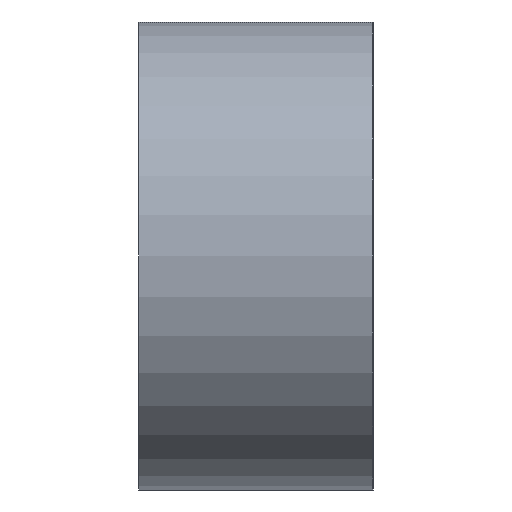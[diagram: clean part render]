
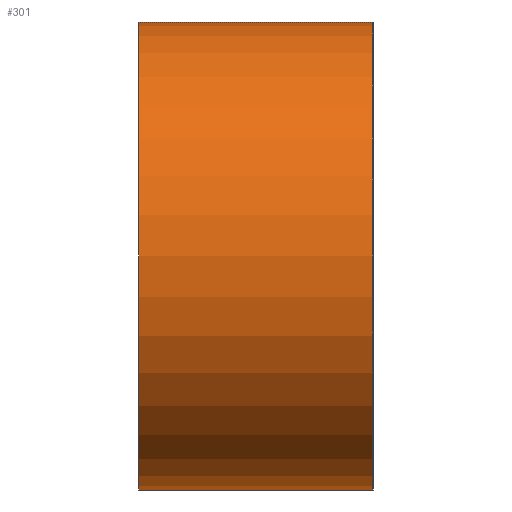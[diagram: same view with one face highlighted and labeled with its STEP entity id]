
A CAD part, left-side view. The second image highlights one B-rep face of the part: STEP entity #301.
In plain terms, the highlighted cylindrical face has radius 4 mm (diameter 8 mm), a partial arc.
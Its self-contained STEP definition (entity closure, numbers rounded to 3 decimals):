
#8 = ORIENTED_EDGE ( 'NONE', *, *, #367, .T. ) ;
#10 = DIRECTION ( 'NONE',  ( 0., 1., 0. ) ) ;
#19 = VERTEX_POINT ( 'NONE', #414 ) ;
#44 = LINE ( 'NONE', #198, #359 ) ;
#48 = CARTESIAN_POINT ( 'NONE',  ( -16., 4., 0. ) ) ;
#57 = CIRCLE ( 'NONE', #402, 4. ) ;
#69 = CARTESIAN_POINT ( 'NONE',  ( -16., 0., -4. ) ) ;
#104 = DIRECTION ( 'NONE',  ( 0., 0., 1. ) ) ;
#113 = DIRECTION ( 'NONE',  ( 0., -1., 0. ) ) ;
#128 = AXIS2_PLACEMENT_3D ( 'NONE', #48, #146, #386 ) ;
#146 = DIRECTION ( 'NONE',  ( 0., -1., 0. ) ) ;
#193 = VECTOR ( 'NONE', #572, 1000. ) ;
#197 = DIRECTION ( 'NONE',  ( 0., 1., 0. ) ) ;
#198 = CARTESIAN_POINT ( 'NONE',  ( -16., 4., -4. ) ) ;
#231 = FACE_OUTER_BOUND ( 'NONE', #296, .T. ) ;
#245 = ORIENTED_EDGE ( 'NONE', *, *, #435, .F. ) ;
#293 = CARTESIAN_POINT ( 'NONE',  ( -16., 0., 0. ) ) ;
#296 = EDGE_LOOP ( 'NONE', ( #8, #550, #245, #314 ) ) ;
#301 = ADVANCED_FACE ( 'NONE', ( #231 ), #453, .T. ) ;
#308 = CARTESIAN_POINT ( 'NONE',  ( -16., 4., 0. ) ) ;
#314 = ORIENTED_EDGE ( 'NONE', *, *, #393, .T. ) ;
#324 = VERTEX_POINT ( 'NONE', #569 ) ;
#329 = CIRCLE ( 'NONE', #479, 4. ) ;
#359 = VECTOR ( 'NONE', #113, 1000. ) ;
#362 = VERTEX_POINT ( 'NONE', #575 ) ;
#367 = EDGE_CURVE ( 'NONE', #604, #362, #329, .T. ) ;
#376 = EDGE_CURVE ( 'NONE', #324, #362, #574, .T. ) ;
#386 = DIRECTION ( 'NONE',  ( 0., 0., -1. ) ) ;
#393 = EDGE_CURVE ( 'NONE', #19, #604, #44, .T. ) ;
#402 = AXIS2_PLACEMENT_3D ( 'NONE', #308, #197, #492 ) ;
#414 = CARTESIAN_POINT ( 'NONE',  ( -16., 4., -4. ) ) ;
#435 = EDGE_CURVE ( 'NONE', #19, #324, #57, .T. ) ;
#453 = CYLINDRICAL_SURFACE ( 'NONE', #128, 4. ) ;
#479 = AXIS2_PLACEMENT_3D ( 'NONE', #293, #10, #104 ) ;
#492 = DIRECTION ( 'NONE',  ( 0., 0., 1. ) ) ;
#525 = CARTESIAN_POINT ( 'NONE',  ( -16., 4., 4. ) ) ;
#550 = ORIENTED_EDGE ( 'NONE', *, *, #376, .F. ) ;
#569 = CARTESIAN_POINT ( 'NONE',  ( -16., 4., 4. ) ) ;
#572 = DIRECTION ( 'NONE',  ( 0., -1., 0. ) ) ;
#574 = LINE ( 'NONE', #525, #193 ) ;
#575 = CARTESIAN_POINT ( 'NONE',  ( -16., 0., 4. ) ) ;
#604 = VERTEX_POINT ( 'NONE', #69 ) ;
